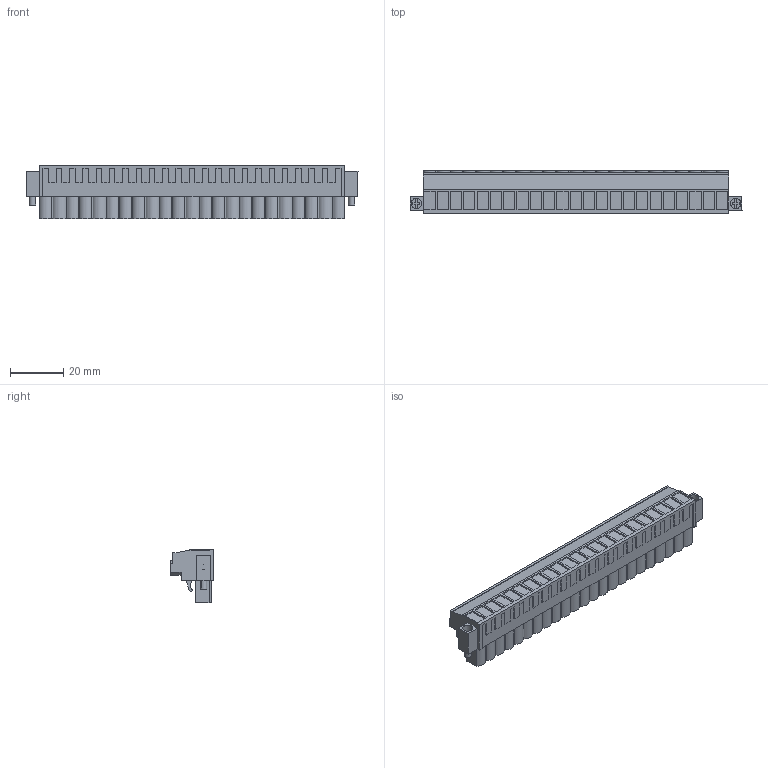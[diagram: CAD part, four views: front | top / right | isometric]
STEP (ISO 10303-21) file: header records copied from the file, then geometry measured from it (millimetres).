
FILE_DESCRIPTION(('CATIA V5 STEP Exchange','CAx-IF Rec.Pracs.--- Model Styling and Organization---1.2---2011-12-15'),'2;1');
FILE_NAME ('D1460333_0_1955590000_1955590000.stp','2017-05-31T12:21:37+00:00',('none'),('Weidmueller'),'CATIA Version 5-6 Release 2014','CATIA V5 STEP AP214','none');
FILE_SCHEMA(('AUTOMOTIVE_DESIGN { 1 0 10303 214 1 1 1 1 }'));
Length unit declared in the file: millimetre
Products named in the file (1): 1955590000
Bounding box: 124.8 x 16.1 x 20.1 mm (x, y, z)
Volume: 23193.9 mm3; surface area: 12759.1 mm2
Topology: 26 solids, 26 shells, 1484 faces, 4224 edges, 2888 vertices
Faces by surface type: plane 1203, cylinder 281
Entity records: 45102 total; most frequent: CARTESIAN_POINT 8572, ORIENTED_EDGE 8448, DIRECTION 5992, EDGE_CURVE 4224, VECTOR 3516, LINE 3516, VERTEX_POINT 2888, EDGE_LOOP 1584
